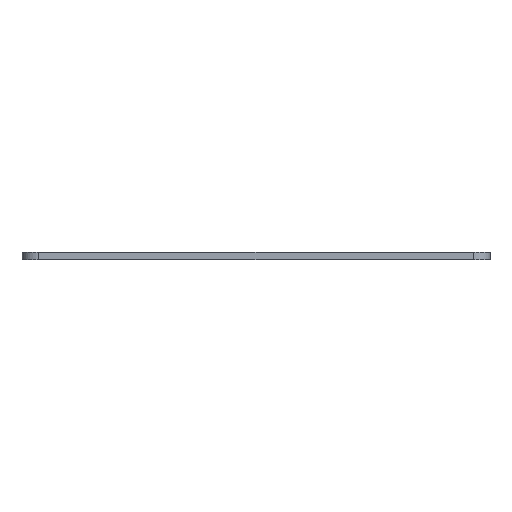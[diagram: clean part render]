
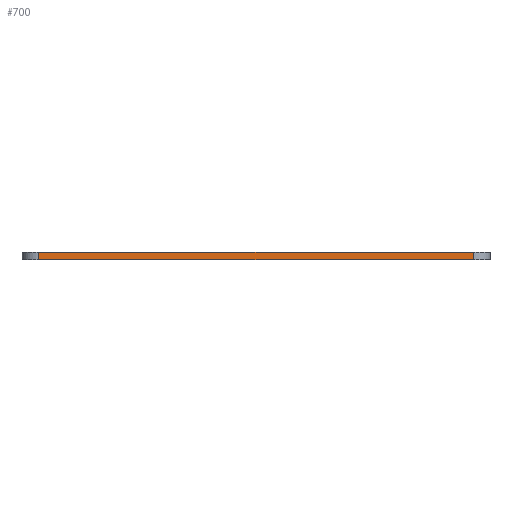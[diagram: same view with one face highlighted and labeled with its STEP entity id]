
A CAD part, front view. The second image highlights one B-rep face of the part: STEP entity #700.
In plain terms, the highlighted planar face has unit normal (0, -1, 0).
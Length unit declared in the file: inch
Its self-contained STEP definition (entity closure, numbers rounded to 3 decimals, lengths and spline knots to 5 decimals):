
#10 = EDGE_CURVE ( 'NONE', #586, #107, #366, .T. ) ;
#12 = ORIENTED_EDGE ( 'NONE', *, *, #301, .T. ) ;
#13 = CARTESIAN_POINT ( 'NONE',  ( -3.8625, -11.8625, 1.875 ) ) ;
#24 = ORIENTED_EDGE ( 'NONE', *, *, #564, .F. ) ;
#61 = VECTOR ( 'NONE', #138, 39.37008 ) ;
#107 = VERTEX_POINT ( 'NONE', #743 ) ;
#138 = DIRECTION ( 'NONE',  ( 1., 0., 0. ) ) ;
#150 = CARTESIAN_POINT ( 'NONE',  ( 0., -11.8625, 1.875 ) ) ;
#171 = DIRECTION ( 'NONE',  ( 0., 0., -1. ) ) ;
#193 = LINE ( 'NONE', #839, #742 ) ;
#222 = PLANE ( 'NONE',  #835 ) ;
#266 = VECTOR ( 'NONE', #520, 39.37008 ) ;
#301 = EDGE_CURVE ( 'NONE', #586, #675, #193, .T. ) ;
#348 = ORIENTED_EDGE ( 'NONE', *, *, #10, .F. ) ;
#366 = LINE ( 'NONE', #706, #61 ) ;
#375 = CARTESIAN_POINT ( 'NONE',  ( 3.8625, -11.8625, 2. ) ) ;
#382 = VERTEX_POINT ( 'NONE', #499 ) ;
#461 = ORIENTED_EDGE ( 'NONE', *, *, #568, .T. ) ;
#476 = DIRECTION ( 'NONE',  ( 0., 1., 0. ) ) ;
#499 = CARTESIAN_POINT ( 'NONE',  ( 3.8625, -11.8625, 1.875 ) ) ;
#517 = CARTESIAN_POINT ( 'NONE',  ( 0., -11.8625, 2. ) ) ;
#520 = DIRECTION ( 'NONE',  ( 1., 0., 0. ) ) ;
#534 = LINE ( 'NONE', #375, #662 ) ;
#564 = EDGE_CURVE ( 'NONE', #107, #382, #534, .T. ) ;
#568 = EDGE_CURVE ( 'NONE', #675, #382, #603, .T. ) ;
#586 = VERTEX_POINT ( 'NONE', #741 ) ;
#603 = LINE ( 'NONE', #150, #266 ) ;
#662 = VECTOR ( 'NONE', #171, 39.37008 ) ;
#675 = VERTEX_POINT ( 'NONE', #13 ) ;
#700 = ADVANCED_FACE ( 'NONE', ( #886 ), #222, .F. ) ;
#706 = CARTESIAN_POINT ( 'NONE',  ( 0., -11.8625, 2. ) ) ;
#741 = CARTESIAN_POINT ( 'NONE',  ( -3.8625, -11.8625, 2. ) ) ;
#742 = VECTOR ( 'NONE', #927, 39.37008 ) ;
#743 = CARTESIAN_POINT ( 'NONE',  ( 3.8625, -11.8625, 2. ) ) ;
#835 = AXIS2_PLACEMENT_3D ( 'NONE', #517, #476, #909 ) ;
#839 = CARTESIAN_POINT ( 'NONE',  ( -3.8625, -11.8625, 2. ) ) ;
#864 = EDGE_LOOP ( 'NONE', ( #461, #24, #348, #12 ) ) ;
#886 = FACE_OUTER_BOUND ( 'NONE', #864, .T. ) ;
#909 = DIRECTION ( 'NONE',  ( 0., 0., 1. ) ) ;
#927 = DIRECTION ( 'NONE',  ( 0., 0., -1. ) ) ;
